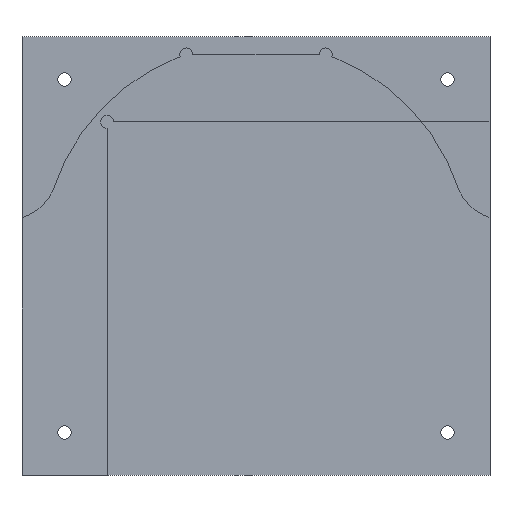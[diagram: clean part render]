
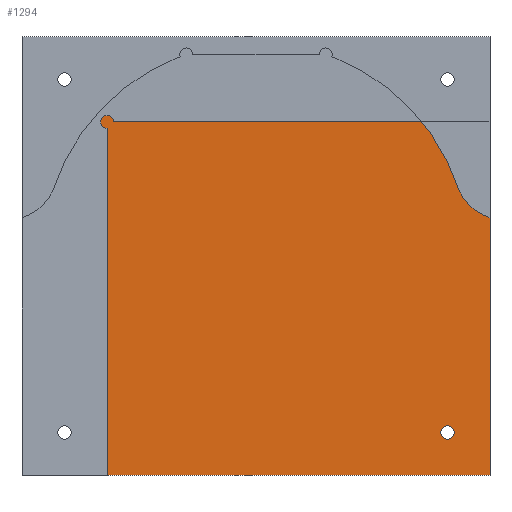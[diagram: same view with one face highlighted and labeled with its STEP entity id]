
A CAD part, top view. The second image highlights one B-rep face of the part: STEP entity #1294.
In plain terms, the highlighted planar face has unit normal (0, 0, 1).
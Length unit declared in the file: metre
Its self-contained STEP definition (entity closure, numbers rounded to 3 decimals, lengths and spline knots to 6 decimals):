
#44=CIRCLE('',#1422,0.0016);
#45=CIRCLE('',#1423,0.0016);
#46=CIRCLE('',#1424,0.0016);
#47=CIRCLE('',#1425,0.0016);
#156=ORIENTED_EDGE('',*,*,#476,.T.);
#157=ORIENTED_EDGE('',*,*,#477,.F.);
#158=ORIENTED_EDGE('',*,*,#478,.F.);
#159=ORIENTED_EDGE('',*,*,#479,.T.);
#160=ORIENTED_EDGE('',*,*,#480,.T.);
#161=ORIENTED_EDGE('',*,*,#481,.F.);
#162=ORIENTED_EDGE('',*,*,#482,.F.);
#163=ORIENTED_EDGE('',*,*,#483,.T.);
#476=EDGE_CURVE('',#643,#643,#44,.T.);
#477=EDGE_CURVE('',#644,#644,#45,.T.);
#478=EDGE_CURVE('',#645,#646,#761,.T.);
#479=EDGE_CURVE('',#645,#647,#762,.T.);
#480=EDGE_CURVE('',#647,#648,#763,.T.);
#481=EDGE_CURVE('',#646,#648,#764,.T.);
#482=EDGE_CURVE('',#649,#649,#46,.T.);
#483=EDGE_CURVE('',#650,#650,#47,.T.);
#643=VERTEX_POINT('',#1953);
#644=VERTEX_POINT('',#1955);
#645=VERTEX_POINT('',#1957);
#646=VERTEX_POINT('',#1958);
#647=VERTEX_POINT('',#1960);
#648=VERTEX_POINT('',#1962);
#649=VERTEX_POINT('',#1965);
#650=VERTEX_POINT('',#1967);
#761=LINE('',#1956,#898);
#762=LINE('',#1959,#899);
#763=LINE('',#1961,#900);
#764=LINE('',#1963,#901);
#898=VECTOR('',#1594,1.);
#899=VECTOR('',#1595,1.);
#900=VECTOR('',#1596,1.);
#901=VECTOR('',#1597,1.);
#1037=EDGE_LOOP('',(#156));
#1038=EDGE_LOOP('',(#157));
#1039=EDGE_LOOP('',(#158,#159,#160,#161));
#1040=EDGE_LOOP('',(#162));
#1041=EDGE_LOOP('',(#163));
#1142=FACE_BOUND('',#1037,.T.);
#1143=FACE_BOUND('',#1038,.T.);
#1144=FACE_BOUND('',#1039,.T.);
#1145=FACE_BOUND('',#1040,.T.);
#1146=FACE_BOUND('',#1041,.T.);
#1233=PLANE('',#1421);
#1294=ADVANCED_FACE('',(#1142,#1143,#1144,#1145,#1146),#1233,.T.);
#1421=AXIS2_PLACEMENT_3D('',#1951,#1588,#1589);
#1422=AXIS2_PLACEMENT_3D('',#1952,#1590,#1591);
#1423=AXIS2_PLACEMENT_3D('',#1954,#1592,#1593);
#1424=AXIS2_PLACEMENT_3D('',#1964,#1598,#1599);
#1425=AXIS2_PLACEMENT_3D('',#1966,#1600,#1601);
#1588=DIRECTION('',(0.,0.,1.));
#1589=DIRECTION('',(1.,0.,0.));
#1590=DIRECTION('',(0.,0.,-1.));
#1591=DIRECTION('',(1.,0.,0.));
#1592=DIRECTION('',(0.,0.,1.));
#1593=DIRECTION('',(1.,0.,0.));
#1594=DIRECTION('',(0.,-1.,0.));
#1595=DIRECTION('',(-1.,0.,0.));
#1596=DIRECTION('',(0.,-1.,0.));
#1597=DIRECTION('',(-1.,0.,0.));
#1598=DIRECTION('',(0.,0.,1.));
#1599=DIRECTION('',(1.,0.,0.));
#1600=DIRECTION('',(0.,0.,-1.));
#1601=DIRECTION('',(1.,0.,0.));
#1951=CARTESIAN_POINT('',(0.,0.,0.005));
#1952=CARTESIAN_POINT('',(-0.045,0.0415,0.005));
#1953=CARTESIAN_POINT('',(-0.0434,0.0415,0.005));
#1954=CARTESIAN_POINT('',(0.045,0.0415,0.005));
#1955=CARTESIAN_POINT('',(0.0466,0.0415,0.005));
#1956=CARTESIAN_POINT('',(0.055,0.,0.005));
#1957=CARTESIAN_POINT('',(0.055,0.0515,0.005));
#1958=CARTESIAN_POINT('',(0.055,-0.0515,0.005));
#1959=CARTESIAN_POINT('',(0.,0.0515,0.005));
#1960=CARTESIAN_POINT('',(-0.055,0.0515,0.005));
#1961=CARTESIAN_POINT('',(-0.055,0.,0.005));
#1962=CARTESIAN_POINT('',(-0.055,-0.0515,0.005));
#1963=CARTESIAN_POINT('',(0.,-0.0515,0.005));
#1964=CARTESIAN_POINT('',(-0.045,-0.0415,0.005));
#1965=CARTESIAN_POINT('',(-0.0434,-0.0415,0.005));
#1966=CARTESIAN_POINT('',(0.045,-0.0415,0.005));
#1967=CARTESIAN_POINT('',(0.0466,-0.0415,0.005));
